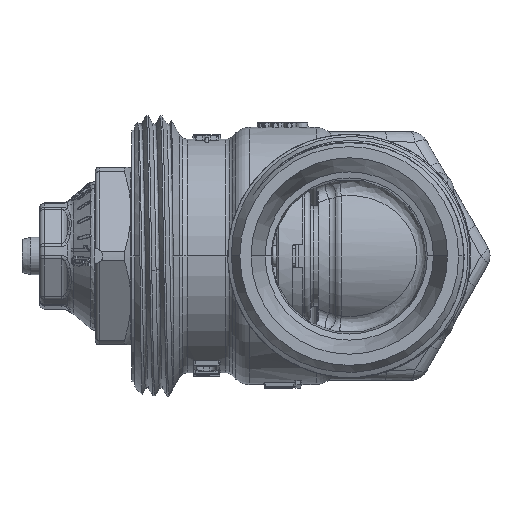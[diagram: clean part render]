
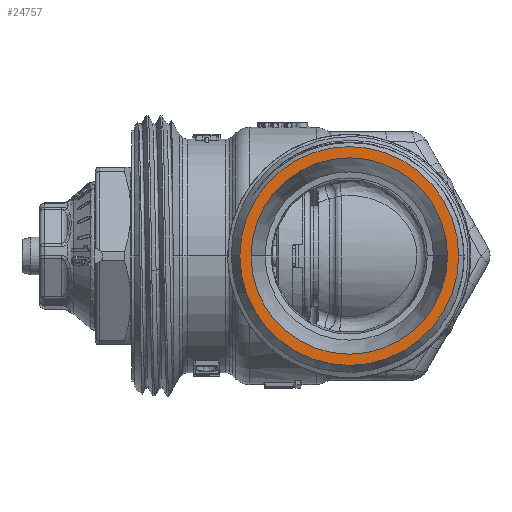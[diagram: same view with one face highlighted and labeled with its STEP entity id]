
A CAD part, left-side view. The second image highlights one B-rep face of the part: STEP entity #24757.
In plain terms, the highlighted planar face has unit normal (-1, 0, 0).
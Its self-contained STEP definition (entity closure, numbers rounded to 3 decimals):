
#3918=CARTESIAN_POINT('',(-24.4,0.,0.));
#3919=DIRECTION('',(-1.,0.,0.));
#3920=DIRECTION('',(0.,1.,0.));
#3921=AXIS2_PLACEMENT_3D('',#3918,#3919,#3920);
#3923=CARTESIAN_POINT('',(-24.4,0.,0.));
#3924=DIRECTION('',(-1.,0.,0.));
#3925=DIRECTION('',(0.,-1.,0.));
#3926=AXIS2_PLACEMENT_3D('',#3923,#3924,#3925);
#3928=CARTESIAN_POINT('',(-24.4,0.,0.));
#3929=DIRECTION('',(1.,0.,0.));
#3930=DIRECTION('',(0.,1.,0.));
#3931=AXIS2_PLACEMENT_3D('',#3928,#3929,#3930);
#3933=CARTESIAN_POINT('',(-24.4,0.,0.));
#3934=DIRECTION('',(1.,0.,0.));
#3935=DIRECTION('',(0.,-1.,0.));
#3936=AXIS2_PLACEMENT_3D('',#3933,#3934,#3935);
#19000=CARTESIAN_POINT('',(-24.4,10.5,0.));
#19002=VERTEX_POINT('',#19000);
#19004=CARTESIAN_POINT('',(-24.4,-10.5,0.));
#19006=VERTEX_POINT('',#19004);
#19614=CARTESIAN_POINT('',(-24.4,11.7,0.));
#19615=CARTESIAN_POINT('',(-24.4,-11.7,0.));
#19616=VERTEX_POINT('',#19614);
#19617=VERTEX_POINT('',#19615);
#24741=CARTESIAN_POINT('',(-24.4,11.7,0.));
#24742=DIRECTION('',(1.,0.,0.));
#24743=DIRECTION('',(0.,-1.,0.));
#24744=AXIS2_PLACEMENT_3D('',#24741,#24742,#24743);
#24745=PLANE('',#24744);
#24747=ORIENTED_EDGE('',*,*,#24746,.F.);
#24749=ORIENTED_EDGE('',*,*,#24748,.F.);
#24750=EDGE_LOOP('',(#24747,#24749));
#24751=FACE_OUTER_BOUND('',#24750,.F.);
#24752=ORIENTED_EDGE('',*,*,#24731,.F.);
#24754=ORIENTED_EDGE('',*,*,#24753,.F.);
#24755=EDGE_LOOP('',(#24752,#24754));
#24756=FACE_BOUND('',#24755,.F.);
#24757=ADVANCED_FACE('',(#24751,#24756),#24745,.F.);
#3922=CIRCLE('',#3921,11.7);
#3927=CIRCLE('',#3926,11.7);
#3932=CIRCLE('',#3931,10.5);
#3937=CIRCLE('',#3936,10.5);
#24731=EDGE_CURVE('',#19002,#19006,#3932,.T.);
#24746=EDGE_CURVE('',#19616,#19617,#3922,.T.);
#24748=EDGE_CURVE('',#19617,#19616,#3927,.T.);
#24753=EDGE_CURVE('',#19006,#19002,#3937,.T.);
